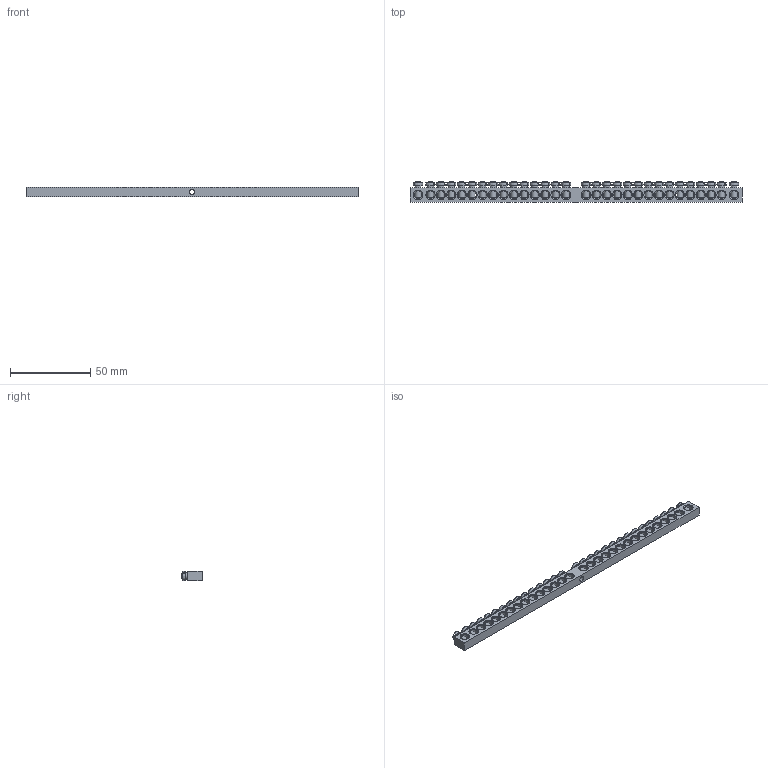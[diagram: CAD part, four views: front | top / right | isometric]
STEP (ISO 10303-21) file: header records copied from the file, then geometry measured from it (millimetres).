
FILE_DESCRIPTION(/* description */ (''),/* implementation_level */ '2;1');
FILE_NAME(/* name */ '6х9-30_1.stp',/* time_stamp */ '2021-04-12T22:41:07+03:00',/* author */ ('Admin'),/* organization */ (''),/* preprocessor_version */ 'ST-DEVELOPER v15.6',/* originating_system */ 'Autodesk Inventor 2015',/* authorisation */ '');
FILE_SCHEMA (('AUTOMOTIVE_DESIGN { 1 0 10303 214 3 1 1 }'));
Length unit declared in the file: millimetre
Products named in the file (3): 6х9-30_1; Винт M4x8; -ноль) X_1
Assembly tree (31 placements, depth 2):
  -ноль) X_1
    6х9-30_1
    Винт M4x8  x30
Bounding box: 207 x 12.65 x 6 mm (x, y, z)
Volume: 10971.2 mm3; surface area: 14113.6 mm2
Topology: 31 solids, 31 shells, 877 faces, 2312 edges, 1527 vertices
Faces by surface type: plane 456, cone 150, cylinder 91, torus 90, sphere 60, bspline 30
Full cylindrical faces by diameter (mm): 3.242 x31, 3.9 x30, 5 x30
Entity records: 5593 total; most frequent: CARTESIAN_POINT 1757, DIRECTION 770, ORIENTED_EDGE 512, EDGE_LOOP 399, AXIS2_PLACEMENT_3D 368, EDGE_CURVE 256, FACE_BOUND 247, VERTEX_POINT 233
